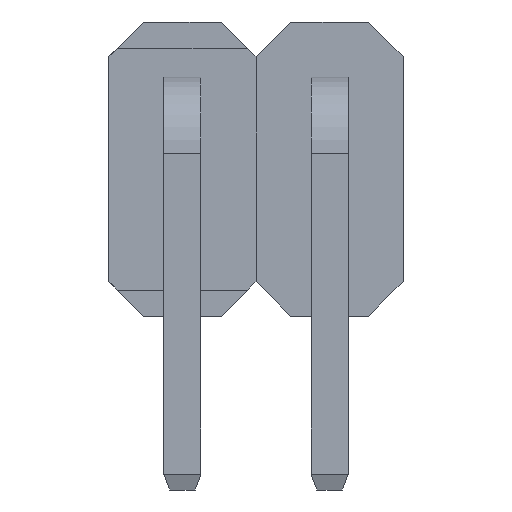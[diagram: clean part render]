
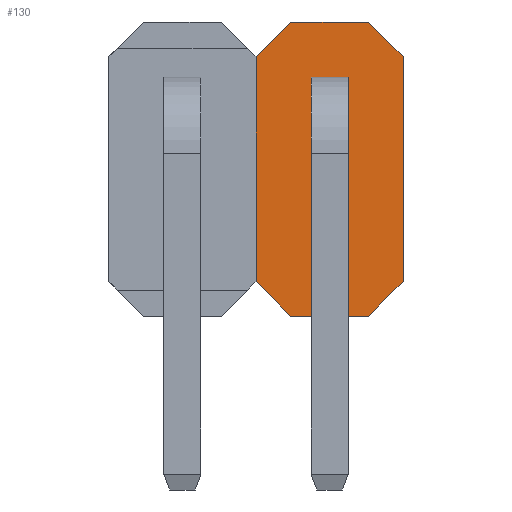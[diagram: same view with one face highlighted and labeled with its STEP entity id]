
A CAD part, front view. The second image highlights one B-rep face of the part: STEP entity #130.
In plain terms, the highlighted planar face has unit normal (0, -1, 0).
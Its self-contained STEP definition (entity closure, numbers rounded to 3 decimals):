
#130=ADVANCED_FACE('',(#1231,#1233,#1235),#1237,.F.);
#1231=FACE_BOUND('',#1232,.T.);
#1232=EDGE_LOOP('',(#2118,#2119,#2120,#2121,#2122,#2123,#2124,#2125));
#1233=FACE_BOUND('',#1234,.T.);
#1234=EDGE_LOOP('',(#2126,#2127,#2128,#2129));
#1235=FACE_BOUND('',#1236,.T.);
#1236=EDGE_LOOP('',(#2130,#2131,#2132,#2133));
#1237=PLANE('',#1238);
#1238=AXIS2_PLACEMENT_3D('',#1239,#1240,#1241);
#1239=CARTESIAN_POINT('',(2.54,1.34,0.));
#1240=DIRECTION('',(-0.,1.,0.));
#1241=DIRECTION('',(1.,0.,0.));
#2118=ORIENTED_EDGE('',*,*,#2709,.F.);
#2119=ORIENTED_EDGE('',*,*,#2710,.F.);
#2120=ORIENTED_EDGE('',*,*,#2711,.F.);
#2121=ORIENTED_EDGE('',*,*,#2712,.F.);
#2122=ORIENTED_EDGE('',*,*,#2713,.F.);
#2123=ORIENTED_EDGE('',*,*,#2714,.F.);
#2124=ORIENTED_EDGE('',*,*,#2663,.F.);
#2125=ORIENTED_EDGE('',*,*,#2707,.F.);
#2126=ORIENTED_EDGE('',*,*,#2715,.F.);
#2127=ORIENTED_EDGE('',*,*,#2716,.F.);
#2128=ORIENTED_EDGE('',*,*,#2717,.F.);
#2129=ORIENTED_EDGE('',*,*,#2718,.F.);
#2130=ORIENTED_EDGE('',*,*,#2719,.F.);
#2131=ORIENTED_EDGE('',*,*,#2720,.F.);
#2132=ORIENTED_EDGE('',*,*,#2721,.F.);
#2133=ORIENTED_EDGE('',*,*,#2722,.F.);
#2663=EDGE_CURVE('',#2977,#2979,#2980,.T.);
#2707=EDGE_CURVE('',#3061,#2977,#3062,.T.);
#2709=EDGE_CURVE('',#3064,#3061,#3065,.T.);
#2710=EDGE_CURVE('',#3066,#3064,#3067,.T.);
#2711=EDGE_CURVE('',#3068,#3066,#3069,.T.);
#2712=EDGE_CURVE('',#3070,#3068,#3071,.T.);
#2713=EDGE_CURVE('',#3072,#3070,#3073,.T.);
#2714=EDGE_CURVE('',#2979,#3072,#3074,.T.);
#2715=EDGE_CURVE('',#3075,#3076,#3077,.F.);
#2716=EDGE_CURVE('',#3078,#3075,#3079,.F.);
#2717=EDGE_CURVE('',#3080,#3078,#3081,.F.);
#2718=EDGE_CURVE('',#3076,#3080,#3082,.F.);
#2719=EDGE_CURVE('',#3083,#3084,#3085,.F.);
#2720=EDGE_CURVE('',#3086,#3083,#3087,.F.);
#2721=EDGE_CURVE('',#3088,#3086,#3089,.F.);
#2722=EDGE_CURVE('',#3084,#3088,#3090,.F.);
#2977=VERTEX_POINT('',#3497);
#2979=VERTEX_POINT('',#3501);
#2980=LINE('',#3502,#3503);
#3061=VERTEX_POINT('',#3671);
#3062=LINE('',#3672,#3673);
#3064=VERTEX_POINT('',#3678);
#3065=LINE('',#3679,#3680);
#3066=VERTEX_POINT('',#3682);
#3067=LINE('',#3683,#3684);
#3068=VERTEX_POINT('',#3686);
#3069=LINE('',#3687,#3688);
#3070=VERTEX_POINT('',#3690);
#3071=LINE('',#3691,#3692);
#3072=VERTEX_POINT('',#3694);
#3073=LINE('',#3695,#3696);
#3074=LINE('',#3698,#3699);
#3075=VERTEX_POINT('',#3701);
#3076=VERTEX_POINT('',#3702);
#3077=LINE('',#3703,#3704);
#3078=VERTEX_POINT('',#3706);
#3079=LINE('',#3707,#3708);
#3080=VERTEX_POINT('',#3710);
#3081=LINE('',#3711,#3712);
#3082=LINE('',#3714,#3715);
#3083=VERTEX_POINT('',#3717);
#3084=VERTEX_POINT('',#3718);
#3085=LINE('',#3719,#3720);
#3086=VERTEX_POINT('',#3722);
#3087=LINE('',#3723,#3724);
#3088=VERTEX_POINT('',#3726);
#3089=LINE('',#3727,#3728);
#3090=LINE('',#3730,#3731);
#3497=CARTESIAN_POINT('',(3.81,1.34,4.48));
#3501=CARTESIAN_POINT('',(3.81,1.34,0.6));
#3502=CARTESIAN_POINT('',(3.81,1.34,4.48));
#3503=VECTOR('',#3504,1.);
#3504=DIRECTION('',(0.,0.,-1.));
#3671=CARTESIAN_POINT('',(3.21,1.34,5.08));
#3672=CARTESIAN_POINT('',(3.21,1.34,5.08));
#3673=VECTOR('',#3674,1.);
#3674=DIRECTION('',(0.707,0.,-0.707));
#3678=CARTESIAN_POINT('',(1.87,1.34,5.08));
#3679=CARTESIAN_POINT('',(1.87,1.34,5.08));
#3680=VECTOR('',#3681,1.);
#3681=DIRECTION('',(1.,0.,0.));
#3682=CARTESIAN_POINT('',(1.27,1.34,4.48));
#3683=CARTESIAN_POINT('',(1.27,1.34,4.48));
#3684=VECTOR('',#3685,1.);
#3685=DIRECTION('',(0.707,0.,0.707));
#3686=CARTESIAN_POINT('',(1.27,1.34,0.6));
#3687=CARTESIAN_POINT('',(1.27,1.34,0.6));
#3688=VECTOR('',#3689,1.);
#3689=DIRECTION('',(0.,0.,1.));
#3690=CARTESIAN_POINT('',(1.87,1.34,0.));
#3691=CARTESIAN_POINT('',(1.87,1.34,0.));
#3692=VECTOR('',#3693,1.);
#3693=DIRECTION('',(-0.707,0.,0.707));
#3694=CARTESIAN_POINT('',(3.21,1.34,0.));
#3695=CARTESIAN_POINT('',(3.21,1.34,0.));
#3696=VECTOR('',#3697,1.);
#3697=DIRECTION('',(-1.,0.,0.));
#3698=CARTESIAN_POINT('',(3.81,1.34,0.6));
#3699=VECTOR('',#3700,1.);
#3700=DIRECTION('',(-0.707,0.,-0.707));
#3701=CARTESIAN_POINT('',(2.86,1.34,3.49));
#3702=CARTESIAN_POINT('',(2.86,1.34,4.13));
#3703=CARTESIAN_POINT('',(2.86,1.34,4.13));
#3704=VECTOR('',#3705,1.);
#3705=DIRECTION('',(0.,0.,-1.));
#3706=CARTESIAN_POINT('',(2.22,1.34,3.49));
#3707=CARTESIAN_POINT('',(2.86,1.34,3.49));
#3708=VECTOR('',#3709,1.);
#3709=DIRECTION('',(-1.,0.,0.));
#3710=CARTESIAN_POINT('',(2.22,1.34,4.13));
#3711=CARTESIAN_POINT('',(2.22,1.34,3.49));
#3712=VECTOR('',#3713,1.);
#3713=DIRECTION('',(0.,0.,1.));
#3714=CARTESIAN_POINT('',(2.22,1.34,4.13));
#3715=VECTOR('',#3716,1.);
#3716=DIRECTION('',(1.,0.,0.));
#3717=CARTESIAN_POINT('',(2.22,1.34,1.59));
#3718=CARTESIAN_POINT('',(2.22,1.34,0.95));
#3719=CARTESIAN_POINT('',(2.22,1.34,0.95));
#3720=VECTOR('',#3721,1.);
#3721=DIRECTION('',(0.,0.,1.));
#3722=CARTESIAN_POINT('',(2.86,1.34,1.59));
#3723=CARTESIAN_POINT('',(2.22,1.34,1.59));
#3724=VECTOR('',#3725,1.);
#3725=DIRECTION('',(1.,0.,0.));
#3726=CARTESIAN_POINT('',(2.86,1.34,0.95));
#3727=CARTESIAN_POINT('',(2.86,1.34,1.59));
#3728=VECTOR('',#3729,1.);
#3729=DIRECTION('',(0.,0.,-1.));
#3730=CARTESIAN_POINT('',(2.86,1.34,0.95));
#3731=VECTOR('',#3732,1.);
#3732=DIRECTION('',(-1.,0.,0.));
